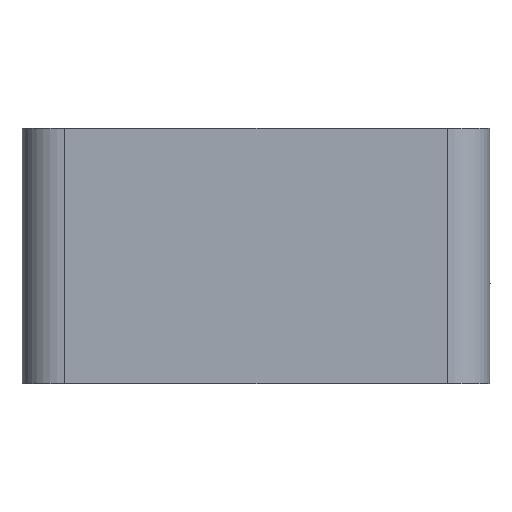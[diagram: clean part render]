
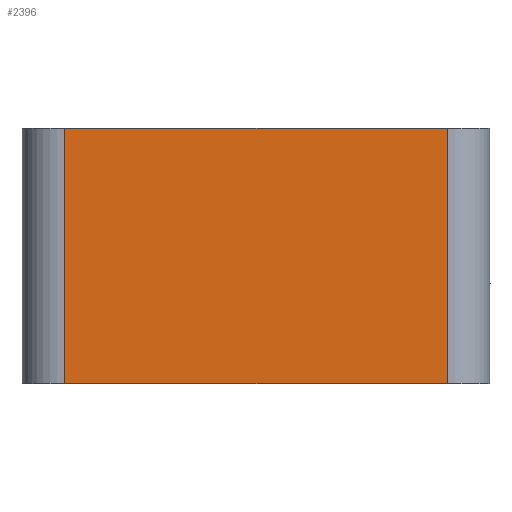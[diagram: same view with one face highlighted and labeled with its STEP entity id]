
A CAD part, left-side view. The second image highlights one B-rep face of the part: STEP entity #2396.
In plain terms, the highlighted planar face has unit normal (-1, 0, 0).
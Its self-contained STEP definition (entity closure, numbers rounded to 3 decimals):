
#768 = ORIENTED_EDGE ( 'NONE', *, *, #5687, .T. ) ;
#1024 = CARTESIAN_POINT ( 'NONE',  ( -17., -13.5, -9. ) ) ;
#1974 = LINE ( 'NONE', #12509, #3197 ) ;
#2237 = CARTESIAN_POINT ( 'NONE',  ( -17., 13.5, 9. ) ) ;
#2396 = ADVANCED_FACE ( 'NONE', ( #8487 ), #9894, .F. ) ;
#2771 = EDGE_CURVE ( 'NONE', #10744, #10659, #1974, .T. ) ;
#3197 = VECTOR ( 'NONE', #6462, 1000. ) ;
#3267 = DIRECTION ( 'NONE',  ( 0., 0., -1. ) ) ;
#3614 = DIRECTION ( 'NONE',  ( 0., 1., 0. ) ) ;
#3694 = VECTOR ( 'NONE', #3614, 1000. ) ;
#3818 = EDGE_CURVE ( 'NONE', #10744, #8791, #15310, .T. ) ;
#4170 = ORIENTED_EDGE ( 'NONE', *, *, #10434, .F. ) ;
#4429 = LINE ( 'NONE', #9163, #8397 ) ;
#4646 = CARTESIAN_POINT ( 'NONE',  ( -17., 13.5, -9. ) ) ;
#4845 = DIRECTION ( 'NONE',  ( 0., 1., 0. ) ) ;
#4997 = DIRECTION ( 'NONE',  ( 1., 0., 0. ) ) ;
#5687 = EDGE_CURVE ( 'NONE', #8791, #13628, #4429, .T. ) ;
#5735 = DIRECTION ( 'NONE',  ( 0., 1., 0. ) ) ;
#6462 = DIRECTION ( 'NONE',  ( 0., 0., -1. ) ) ;
#8397 = VECTOR ( 'NONE', #3267, 1000. ) ;
#8487 = FACE_OUTER_BOUND ( 'NONE', #9420, .T. ) ;
#8791 = VERTEX_POINT ( 'NONE', #2237 ) ;
#8851 = CARTESIAN_POINT ( 'NONE',  ( -17., -13.5, 9. ) ) ;
#9163 = CARTESIAN_POINT ( 'NONE',  ( -17., 13.5, -6. ) ) ;
#9385 = AXIS2_PLACEMENT_3D ( 'NONE', #12210, #4997, #4845 ) ;
#9420 = EDGE_LOOP ( 'NONE', ( #12712, #768, #4170, #11339 ) ) ;
#9894 = PLANE ( 'NONE',  #9385 ) ;
#10434 = EDGE_CURVE ( 'NONE', #10659, #13628, #12875, .T. ) ;
#10659 = VERTEX_POINT ( 'NONE', #10780 ) ;
#10744 = VERTEX_POINT ( 'NONE', #8851 ) ;
#10770 = VECTOR ( 'NONE', #5735, 1000. ) ;
#10780 = CARTESIAN_POINT ( 'NONE',  ( -17., -13.5, -9. ) ) ;
#11339 = ORIENTED_EDGE ( 'NONE', *, *, #2771, .F. ) ;
#12210 = CARTESIAN_POINT ( 'NONE',  ( -17., -13.5, 6. ) ) ;
#12509 = CARTESIAN_POINT ( 'NONE',  ( -17., -13.5, -6. ) ) ;
#12712 = ORIENTED_EDGE ( 'NONE', *, *, #3818, .T. ) ;
#12875 = LINE ( 'NONE', #1024, #10770 ) ;
#13628 = VERTEX_POINT ( 'NONE', #4646 ) ;
#14303 = CARTESIAN_POINT ( 'NONE',  ( -17., 0., 9. ) ) ;
#15310 = LINE ( 'NONE', #14303, #3694 ) ;
